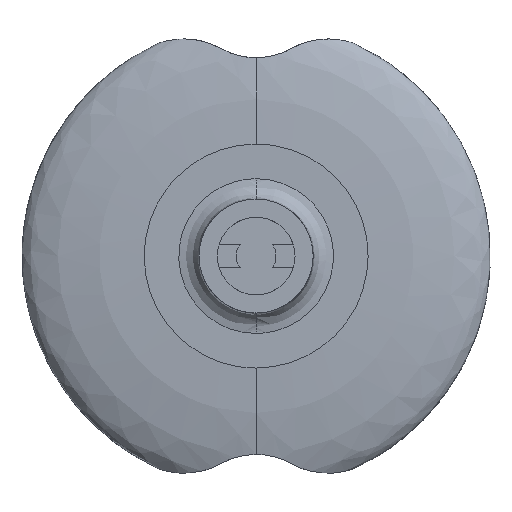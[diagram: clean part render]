
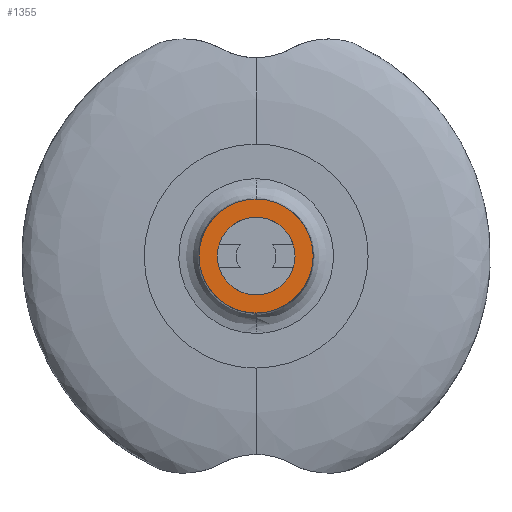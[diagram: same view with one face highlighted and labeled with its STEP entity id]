
A CAD part, front view. The second image highlights one B-rep face of the part: STEP entity #1355.
In plain terms, the highlighted planar face has unit normal (0, -1, 0).
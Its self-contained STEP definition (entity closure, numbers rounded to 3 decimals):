
#28 = PLANE ( 'NONE',  #873 ) ;
#34 = AXIS2_PLACEMENT_3D ( 'NONE', #682, #732, #1687 ) ;
#93 = VERTEX_POINT ( 'NONE', #2216 ) ;
#244 = DIRECTION ( 'NONE',  ( 0., 0., -1. ) ) ;
#568 = VERTEX_POINT ( 'NONE', #1225 ) ;
#682 = CARTESIAN_POINT ( 'NONE',  ( 0., -13.1, 0. ) ) ;
#710 = ORIENTED_EDGE ( 'NONE', *, *, #1540, .T. ) ;
#732 = DIRECTION ( 'NONE',  ( 0., -1., 0. ) ) ;
#735 = DIRECTION ( 'NONE',  ( 0., 0., -1. ) ) ;
#766 = FACE_BOUND ( 'NONE', #2117, .T. ) ;
#873 = AXIS2_PLACEMENT_3D ( 'NONE', #2308, #1333, #2325 ) ;
#933 = CARTESIAN_POINT ( 'NONE',  ( 0., -13.1, 0. ) ) ;
#984 = EDGE_CURVE ( 'NONE', #93, #1998, #2649, .T. ) ;
#1152 = EDGE_LOOP ( 'NONE', ( #710, #1497 ) ) ;
#1190 = CIRCLE ( 'NONE', #34, 14. ) ;
#1212 = EDGE_CURVE ( 'NONE', #1684, #568, #1721, .T. ) ;
#1225 = CARTESIAN_POINT ( 'NONE',  ( 0., -13.1, -14. ) ) ;
#1333 = DIRECTION ( 'NONE',  ( 0., 1., 0. ) ) ;
#1355 = ADVANCED_FACE ( 'NONE', ( #766, #2571 ), #28, .F. ) ;
#1374 = CARTESIAN_POINT ( 'NONE',  ( 0., -13.1, 14. ) ) ;
#1467 = CIRCLE ( 'NONE', #2284, 9.55 ) ;
#1497 = ORIENTED_EDGE ( 'NONE', *, *, #1212, .T. ) ;
#1498 = CARTESIAN_POINT ( 'NONE',  ( 0., -13.1, -9.55 ) ) ;
#1540 = EDGE_CURVE ( 'NONE', #568, #1684, #1190, .T. ) ;
#1554 = AXIS2_PLACEMENT_3D ( 'NONE', #3196, #2471, #735 ) ;
#1684 = VERTEX_POINT ( 'NONE', #1374 ) ;
#1687 = DIRECTION ( 'NONE',  ( 0., 0., -1. ) ) ;
#1721 = CIRCLE ( 'NONE', #1554, 14. ) ;
#1871 = ORIENTED_EDGE ( 'NONE', *, *, #2698, .F. ) ;
#1936 = DIRECTION ( 'NONE',  ( 0., -1., 0. ) ) ;
#1998 = VERTEX_POINT ( 'NONE', #1498 ) ;
#2024 = ORIENTED_EDGE ( 'NONE', *, *, #984, .F. ) ;
#2117 = EDGE_LOOP ( 'NONE', ( #1871, #2024 ) ) ;
#2216 = CARTESIAN_POINT ( 'NONE',  ( 0., -13.1, 9.55 ) ) ;
#2267 = CARTESIAN_POINT ( 'NONE',  ( 0., -13.1, 0. ) ) ;
#2284 = AXIS2_PLACEMENT_3D ( 'NONE', #2267, #2484, #244 ) ;
#2308 = CARTESIAN_POINT ( 'NONE',  ( 0., -13.1, 0. ) ) ;
#2325 = DIRECTION ( 'NONE',  ( 0., 0., 1. ) ) ;
#2471 = DIRECTION ( 'NONE',  ( 0., -1., 0. ) ) ;
#2484 = DIRECTION ( 'NONE',  ( 0., -1., 0. ) ) ;
#2571 = FACE_OUTER_BOUND ( 'NONE', #1152, .T. ) ;
#2649 = CIRCLE ( 'NONE', #2789, 9.55 ) ;
#2698 = EDGE_CURVE ( 'NONE', #1998, #93, #1467, .T. ) ;
#2789 = AXIS2_PLACEMENT_3D ( 'NONE', #933, #1936, #2916 ) ;
#2916 = DIRECTION ( 'NONE',  ( 0., 0., -1. ) ) ;
#3196 = CARTESIAN_POINT ( 'NONE',  ( 0., -13.1, 0. ) ) ;
